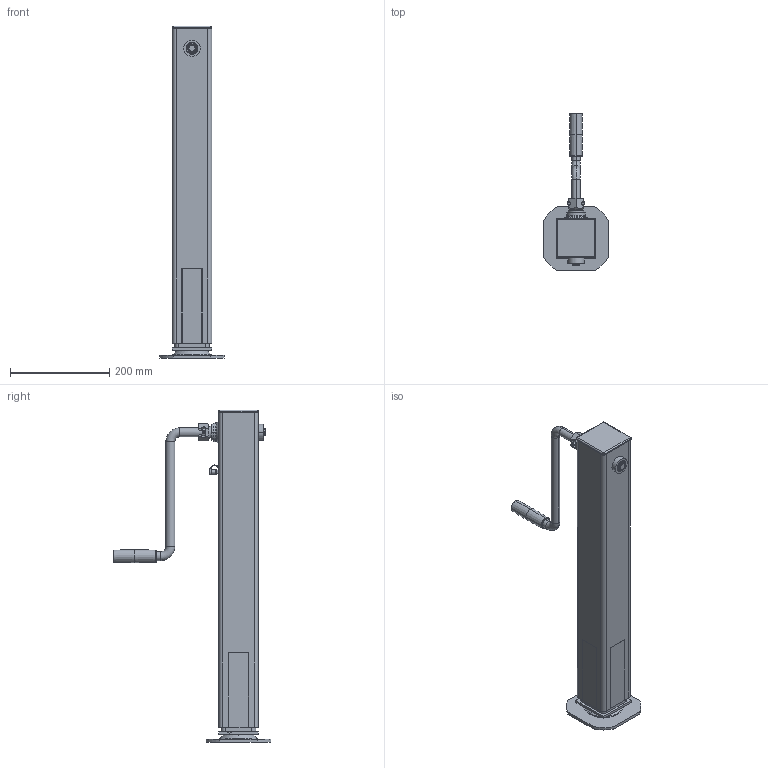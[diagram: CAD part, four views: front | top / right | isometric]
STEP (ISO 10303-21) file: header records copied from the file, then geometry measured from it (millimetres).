
FILE_DESCRIPTION(('CoCreate Modeling STEP Export'),'2;1');
FILE_NAME('203509.stp','2009-06-25T14:38:00',(''),(''),'CoCreate Modeling STEP processor for AP214 (Solid Model)','CoCreate Modeling 16.00A 16-Aug-2008 (C) Parametric Technology GmbH','');
FILE_SCHEMA(('AUTOMOTIVE_DESIGN { 1 0 10303 214 1 1 1 1 }'));
Length unit declared in the file: millimetre
Products named in the file (4): Stuetzrohr; Spindelwinde; Kurbel; Spindelwinde_203509
Assembly tree (3 placements, depth 2):
  Spindelwinde_203509
    Kurbel
    Spindelwinde
    Stuetzrohr
Bounding box: 130 x 317.57 x 670 mm (x, y, z)
Volume: 6842728.2 mm3; surface area: 441314.9 mm2
Topology: 3 solids, 3 shells, 520 faces, 4238 edges, 3865 vertices
Faces by surface type: plane 300, cylinder 124, cone 64, torus 22, sphere 10
Entity records: 46736 total; most frequent: CARTESIAN_POINT 13515, ORIENTED_EDGE 8452, DIRECTION 4719, EDGE_CURVE 4226, VERTEX_POINT 3865, VECTOR 3729, LINE 3729, EDGE_LOOP 677
